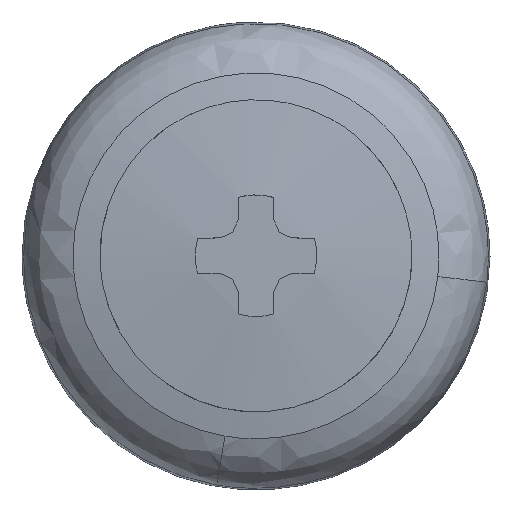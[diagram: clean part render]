
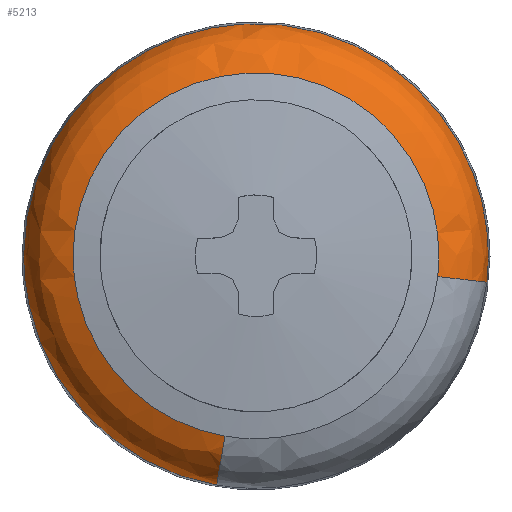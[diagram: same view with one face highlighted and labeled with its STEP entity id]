
A CAD part, top view. The second image highlights one B-rep face of the part: STEP entity #5213.
In plain terms, the highlighted free-form (B-spline) face has degree [2, 2] with [7, 3] control points.
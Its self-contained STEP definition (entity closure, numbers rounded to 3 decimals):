
#4773=CARTESIAN_POINT('',(6.971,2.618,-4.99));
#4774=VERTEX_POINT('',#4773);
#4780=CARTESIAN_POINT('',(7.447,0.0,-4.99));
#4781=VERTEX_POINT('',#4780);
#4782=CARTESIAN_POINT('',(6.971,2.618,-4.99));
#4783=CARTESIAN_POINT('',(7.447,1.352,-4.99));
#4784=CARTESIAN_POINT('',(7.447,0.0,-4.99));
#4792=(BOUNDED_CURVE()B_SPLINE_CURVE(2,(#4782,#4783,#4784),.UNSPECIFIED.,.F.,.U.)B_SPLINE_CURVE_WITH_KNOTS((3,3),(0.44,0.5),.UNSPECIFIED.)CURVE()GEOMETRIC_REPRESENTATION_ITEM()RATIONAL_B_SPLINE_CURVE((0.893,0.93,1.0))REPRESENTATION_ITEM(''));
#4793=EDGE_CURVE('',#4774,#4781,#4792,.T.);
#4795=CARTESIAN_POINT('',(7.399,-0.84,-4.99));
#4796=VERTEX_POINT('',#4795);
#4797=CARTESIAN_POINT('',(7.447,0.0,-4.99));
#4798=CARTESIAN_POINT('',(7.447,-0.422,-4.99));
#4799=CARTESIAN_POINT('',(7.399,-0.84,-4.99));
#4807=(BOUNDED_CURVE()B_SPLINE_CURVE(2,(#4797,#4798,#4799),.UNSPECIFIED.,.F.,.U.)B_SPLINE_CURVE_WITH_KNOTS((3,3),(0.5,0.52),.UNSPECIFIED.)CURVE()GEOMETRIC_REPRESENTATION_ITEM()RATIONAL_B_SPLINE_CURVE((1.0,0.977,0.958))REPRESENTATION_ITEM(''));
#4808=EDGE_CURVE('',#4781,#4796,#4807,.T.);
#4810=CARTESIAN_POINT('',(-1.262,-7.339,-4.99));
#4811=VERTEX_POINT('',#4810);
#4827=CARTESIAN_POINT('',(-7.447,0.0,-4.99));
#4828=VERTEX_POINT('',#4827);
#4829=CARTESIAN_POINT('',(-1.262,-7.339,-4.99));
#4830=CARTESIAN_POINT('',(-7.447,-6.275,-4.99));
#4831=CARTESIAN_POINT('',(-7.447,0.0,-4.99));
#4839=(BOUNDED_CURVE()B_SPLINE_CURVE(2,(#4829,#4830,#4831),.UNSPECIFIED.,.F.,.U.)B_SPLINE_CURVE_WITH_KNOTS((3,3),(0.779,1.0),.UNSPECIFIED.)CURVE()GEOMETRIC_REPRESENTATION_ITEM()RATIONAL_B_SPLINE_CURVE((0.94,0.741,1.0))REPRESENTATION_ITEM(''));
#4840=EDGE_CURVE('',#4811,#4828,#4839,.T.);
#4842=CARTESIAN_POINT('',(-0.455,7.433,-4.99));
#4843=VERTEX_POINT('',#4842);
#4844=CARTESIAN_POINT('',(-7.447,0.0,-4.99));
#4845=CARTESIAN_POINT('',(-7.447,7.005,-4.99));
#4846=CARTESIAN_POINT('',(-0.455,7.433,-4.99));
#4854=(BOUNDED_CURVE()B_SPLINE_CURVE(2,(#4844,#4845,#4846),.UNSPECIFIED.,.F.,.U.)B_SPLINE_CURVE_WITH_KNOTS((3,3),(0.0,0.239),.UNSPECIFIED.)CURVE()GEOMETRIC_REPRESENTATION_ITEM()RATIONAL_B_SPLINE_CURVE((1.0,0.72,0.976))REPRESENTATION_ITEM(''));
#4855=EDGE_CURVE('',#4828,#4843,#4854,.T.);
#4927=CARTESIAN_POINT('',(-0.455,7.433,-4.99));
#4928=CARTESIAN_POINT('',(-0.228,7.447,-4.99));
#4929=CARTESIAN_POINT('',(0.0,7.447,-4.99));
#4930=CARTESIAN_POINT('',(5.158,7.447,-4.99));
#4931=CARTESIAN_POINT('',(6.971,2.618,-4.99));
#4939=(BOUNDED_CURVE()B_SPLINE_CURVE(2,(#4927,#4928,#4929,#4930,#4931),.UNSPECIFIED.,.F.,.U.)B_SPLINE_CURVE_WITH_KNOTS((3,2,3),(0.239,0.25,0.44),.UNSPECIFIED.)CURVE()GEOMETRIC_REPRESENTATION_ITEM()RATIONAL_B_SPLINE_CURVE((0.976,0.988,1.0,0.777,0.893))REPRESENTATION_ITEM(''));
#4940=EDGE_CURVE('',#4843,#4774,#4939,.T.);
#5102=CARTESIAN_POINT('',(-0.974,-5.665,-3.186));
#5103=CARTESIAN_POINT('',(-6.324,-4.745,-3.186));
#5104=CARTESIAN_POINT('',(-5.711,0.649,-3.186));
#5105=CARTESIAN_POINT('',(-5.063,6.36,-3.186));
#5106=CARTESIAN_POINT('',(0.649,5.711,-3.186));
#5107=CARTESIAN_POINT('',(6.36,5.063,-3.186));
#5108=CARTESIAN_POINT('',(5.711,-0.649,-3.186));
#5109=CARTESIAN_POINT('',(-1.255,-7.299,-3.433));
#5110=CARTESIAN_POINT('',(-8.148,-6.113,-3.433));
#5111=CARTESIAN_POINT('',(-7.359,0.836,-3.433));
#5112=CARTESIAN_POINT('',(-6.523,8.195,-3.433));
#5113=CARTESIAN_POINT('',(0.836,7.359,-3.433));
#5114=CARTESIAN_POINT('',(8.195,6.523,-3.433));
#5115=CARTESIAN_POINT('',(7.359,-0.836,-3.433));
#5116=CARTESIAN_POINT('',(-1.263,-7.346,-5.108));
#5117=CARTESIAN_POINT('',(-8.2,-6.153,-5.108));
#5118=CARTESIAN_POINT('',(-7.406,0.841,-5.108));
#5119=CARTESIAN_POINT('',(-6.565,8.247,-5.108));
#5120=CARTESIAN_POINT('',(0.841,7.406,-5.108));
#5121=CARTESIAN_POINT('',(8.247,6.565,-5.108));
#5122=CARTESIAN_POINT('',(7.406,-0.841,-5.108));
#5130=(BOUNDED_SURFACE()B_SPLINE_SURFACE(2,2,((#5102,#5109,#5116),(#5103,#5110,#5117),(#5104,#5111,#5118),(#5105,#5112,#5119),(#5106,#5113,#5120),(#5107,#5114,#5121),(#5108,#5115,#5122)),.UNSPECIFIED.,.F.,.F.,.U.)B_SPLINE_SURFACE_WITH_KNOTS((3,2,2,3),(3,3),(0.0,11.855,24.205,36.554),(0.0,2.909),.UNSPECIFIED.)GEOMETRIC_REPRESENTATION_ITEM()RATIONAL_B_SPLINE_SURFACE(((0.897,0.687,0.895),(0.66,0.505,0.658),(0.918,0.703,0.916),(0.649,0.497,0.648),(0.918,0.703,0.916),(0.649,0.497,0.648),(0.918,0.703,0.916)))REPRESENTATION_ITEM('')SURFACE());
#5131=ORIENTED_EDGE('',*,*,#4840,.F.);
#5132=CARTESIAN_POINT('',(-0.994,-5.779,-3.207));
#5133=VERTEX_POINT('',#5132);
#5134=CARTESIAN_POINT('',(-0.994,-5.779,-3.207));
#5135=CARTESIAN_POINT('',(-1.24,-7.211,-3.511));
#5136=CARTESIAN_POINT('',(-1.262,-7.339,-4.99));
#5144=(BOUNDED_CURVE()B_SPLINE_CURVE(2,(#5134,#5135,#5136),.UNSPECIFIED.,.F.,.U.)B_SPLINE_CURVE_WITH_KNOTS((3,3),(-1.686,-0.321),.UNSPECIFIED.)CURVE()GEOMETRIC_REPRESENTATION_ITEM()RATIONAL_B_SPLINE_CURVE((0.879,0.705,0.877))REPRESENTATION_ITEM(''));
#5145=EDGE_CURVE('',#5133,#4811,#5144,.T.);
#5146=ORIENTED_EDGE('',*,*,#5145,.F.);
#5147=CARTESIAN_POINT('',(-5.864,0.0,-3.207));
#5148=VERTEX_POINT('',#5147);
#5149=CARTESIAN_POINT('',(-0.994,-5.779,-3.207));
#5150=CARTESIAN_POINT('',(-5.864,-4.942,-3.207));
#5151=CARTESIAN_POINT('',(-5.864,0.0,-3.207));
#5159=(BOUNDED_CURVE()B_SPLINE_CURVE(2,(#5149,#5150,#5151),.UNSPECIFIED.,.F.,.U.)B_SPLINE_CURVE_WITH_KNOTS((3,3),(0.779,1.0),.UNSPECIFIED.)CURVE()GEOMETRIC_REPRESENTATION_ITEM()RATIONAL_B_SPLINE_CURVE((0.94,0.741,1.0))REPRESENTATION_ITEM(''));
#5160=EDGE_CURVE('',#5133,#5148,#5159,.T.);
#5161=ORIENTED_EDGE('',*,*,#5160,.T.);
#5162=CARTESIAN_POINT('',(5.864,0.0,-3.207));
#5163=VERTEX_POINT('',#5162);
#5164=CARTESIAN_POINT('',(-5.864,0.0,-3.207));
#5165=CARTESIAN_POINT('',(-5.864,5.864,-3.207));
#5166=CARTESIAN_POINT('',(0.0,5.864,-3.207));
#5167=CARTESIAN_POINT('',(5.864,5.864,-3.207));
#5168=CARTESIAN_POINT('',(5.864,0.0,-3.207));
#5176=(BOUNDED_CURVE()B_SPLINE_CURVE(2,(#5164,#5165,#5166,#5167,#5168),.UNSPECIFIED.,.F.,.U.)B_SPLINE_CURVE_WITH_KNOTS((3,2,3),(0.0,0.25,0.5),.UNSPECIFIED.)CURVE()GEOMETRIC_REPRESENTATION_ITEM()RATIONAL_B_SPLINE_CURVE((1.0,0.707,1.0,0.707,1.0))REPRESENTATION_ITEM(''));
#5177=EDGE_CURVE('',#5148,#5163,#5176,.T.);
#5178=ORIENTED_EDGE('',*,*,#5177,.T.);
#5179=CARTESIAN_POINT('',(5.827,-0.662,-3.207));
#5180=VERTEX_POINT('',#5179);
#5181=CARTESIAN_POINT('',(5.864,0.0,-3.207));
#5182=CARTESIAN_POINT('',(5.864,-0.332,-3.207));
#5183=CARTESIAN_POINT('',(5.827,-0.662,-3.207));
#5191=(BOUNDED_CURVE()B_SPLINE_CURVE(2,(#5181,#5182,#5183),.UNSPECIFIED.,.F.,.U.)B_SPLINE_CURVE_WITH_KNOTS((3,3),(0.5,0.52),.UNSPECIFIED.)CURVE()GEOMETRIC_REPRESENTATION_ITEM()RATIONAL_B_SPLINE_CURVE((1.0,0.977,0.958))REPRESENTATION_ITEM(''));
#5192=EDGE_CURVE('',#5163,#5180,#5191,.T.);
#5193=ORIENTED_EDGE('',*,*,#5192,.T.);
#5194=CARTESIAN_POINT('',(5.827,-0.662,-3.207));
#5195=CARTESIAN_POINT('',(7.271,-0.826,-3.511));
#5196=CARTESIAN_POINT('',(7.399,-0.84,-4.99));
#5204=(BOUNDED_CURVE()B_SPLINE_CURVE(2,(#5194,#5195,#5196),.UNSPECIFIED.,.F.,.U.)B_SPLINE_CURVE_WITH_KNOTS((3,3),(-1.686,-0.321),.UNSPECIFIED.)CURVE()GEOMETRIC_REPRESENTATION_ITEM()RATIONAL_B_SPLINE_CURVE((0.899,0.721,0.897))REPRESENTATION_ITEM(''));
#5205=EDGE_CURVE('',#5180,#4796,#5204,.T.);
#5206=ORIENTED_EDGE('',*,*,#5205,.T.);
#5207=ORIENTED_EDGE('',*,*,#4808,.F.);
#5208=ORIENTED_EDGE('',*,*,#4793,.F.);
#5209=ORIENTED_EDGE('',*,*,#4940,.F.);
#5210=ORIENTED_EDGE('',*,*,#4855,.F.);
#5211=EDGE_LOOP('',(#5131,#5146,#5161,#5178,#5193,#5206,#5207,#5208,#5209,#5210));
#5212=FACE_OUTER_BOUND('',#5211,.T.);
#5213=ADVANCED_FACE('',(#5212),#5130,.T.);
